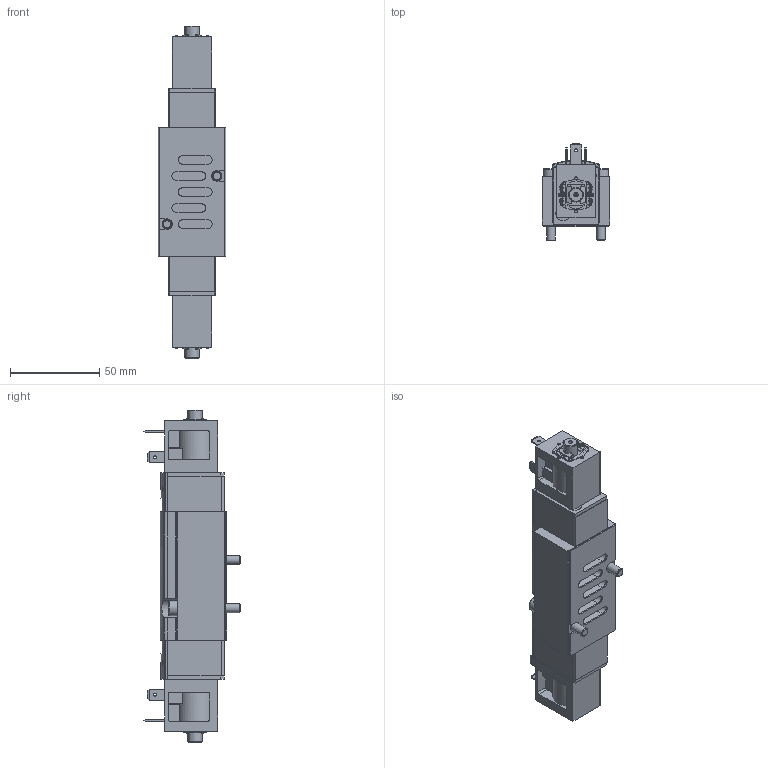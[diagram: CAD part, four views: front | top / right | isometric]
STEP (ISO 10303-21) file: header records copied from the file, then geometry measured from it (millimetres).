
FILE_DESCRIPTION(/* description */ ('STEP AP214'),/* implementation_level */ '2;1');
FILE_NAME(/* name */ '8166595_VSVA-BK-P53E-D-D1-1B2',/* time_stamp */ '2024-09-17T06:38:34+02:00',/* author */ ('License CC BY-ND 4.0'),/* organization */ ('CADENAS'),/* preprocessor_version */ 'ST-DEVELOPER v19.3',/* originating_system */ 'PARTsolutions',/* authorisation */ ' ');
FILE_SCHEMA (('AUTOMOTIVE_DESIGN {1 0 10303 214 3 1 1}'));
Length unit declared in the file: millimetre
Products named in the file (5): 8166595 VSVA-BK-P53E-D-D1-1B2---(high); 8166595 VSVA-BK-P53E-D-D1-1B2---(highV); 8200709 VACF-LK25; 8089671 VACX---(clip); 8151242 M5x35.5-10.9
Assembly tree (7 placements, depth 2):
  8166595 VSVA-BK-P53E-D-D1-1B2---(high)
    8166595 VSVA-BK-P53E-D-D1-1B2---(highV)
    8200709 VACF-LK25  x2
    8089671 VACX---(clip)  x2
    8151242 M5x35.5-10.9  x2
Bounding box: 38 x 54.65 x 186.1 mm (x, y, z)
Volume: 159312.4 mm3; surface area: 39619.9 mm2
Topology: 7 solids, 7 shells, 848 faces, 2118 edges, 1388 vertices
Faces by surface type: plane 411, cylinder 381, torus 42, cone 14
Full cylindrical faces by diameter (mm): 1.3 x2, 1.65 x2, 1.75 x36, 2.4 x2, 2.438 x4, 2.459 x2, 3.3 x2, 4.3 x2, 5 x2, 5.5 x2, 7.4 x2, 7.9 x4, 8 x4, 8.05 x4, 8.15 x2, 8.5 x2, 10 x2, 15.6 x4
Entity records: 21028 total; most frequent: CARTESIAN_POINT 3227, DIRECTION 3118, ORIENTED_EDGE 2788, EDGE_CURVE 1394, AXIS2_PLACEMENT_3D 1187, VERTEX_POINT 970, EDGE_LOOP 780, FACE_BOUND 780
